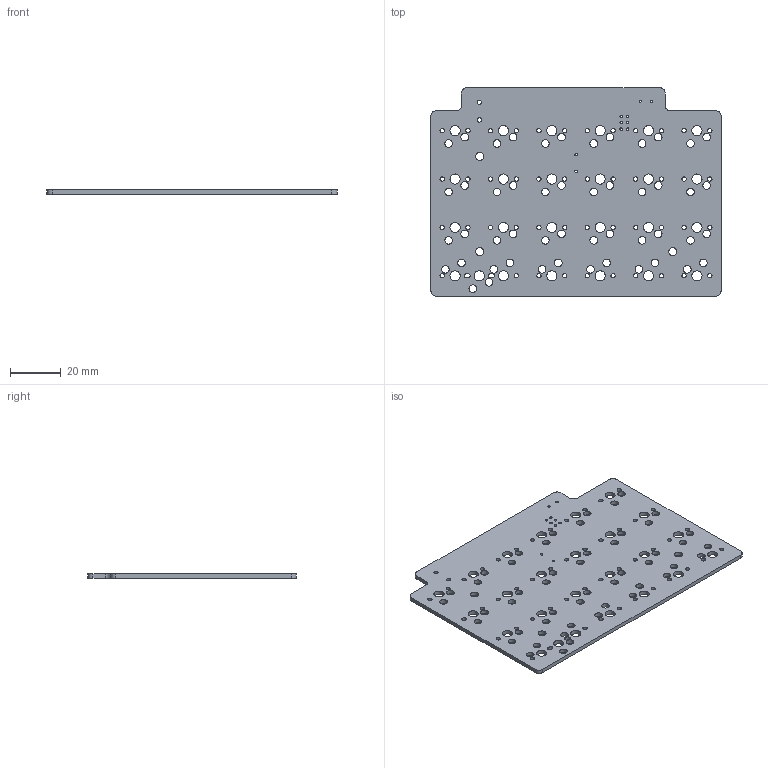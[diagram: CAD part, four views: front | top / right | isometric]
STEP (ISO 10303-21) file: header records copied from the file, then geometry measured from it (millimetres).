
FILE_DESCRIPTION(('FreeCAD Model'),'2;1');
FILE_NAME('lets_split_righthalfpanel.stp','2017-12-02T01:10:55',('Author'),(''), 'Open CASCADE STEP processor 6.8','FreeCAD','Unknown');
FILE_SCHEMA(('AUTOMOTIVE_DESIGN_CC2 { 1 2 10303 214 -1 1 5 4 }'));
Length unit declared in the file: inch
Products named in the file (2): ASSEMBLY; COMPOUND
Assembly tree (1 placements, depth 2):
  ASSEMBLY
    COMPOUND
Bounding box: 114.25 x 82 x 1.6 mm (x, y, z)
Volume: 13190.7 mm3; surface area: 18891 mm2
Topology: 1 solids, 1 shells, 160 faces, 474 edges, 316 vertices
Faces by surface type: cylinder 150, plane 10
Full cylindrical faces by diameter (mm): 0.9 x2, 1 x8, 1.7 x48, 3 x50, 3.2 x3, 4 x25
Entity records: 13187 total; most frequent: CARTESIAN_POINT 3708, DIRECTION 1738, ORIENTED_EDGE 948, PCURVE 948, DEFINITIONAL_REPRESENTATION 948, LINE 814, VECTOR 814, EDGE_CURVE 474
